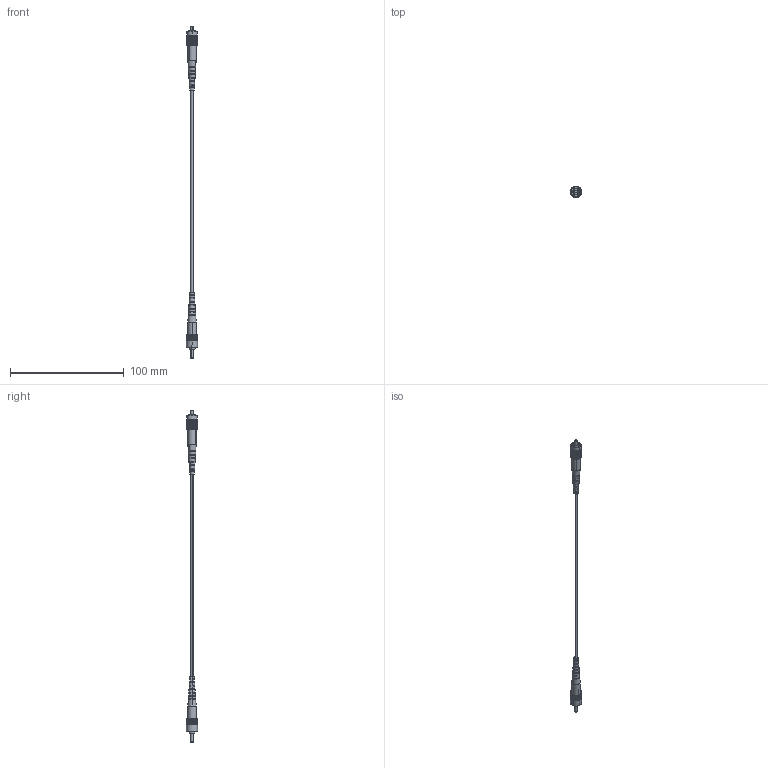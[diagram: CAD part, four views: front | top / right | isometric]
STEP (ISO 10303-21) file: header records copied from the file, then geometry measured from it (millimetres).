
FILE_DESCRIPTION (( 'STEP AP203' ), '1' );
FILE_NAME ('FCA-S2SR-FCASTU_3D.STEP', '2021-10-04T20:20:31', ( '' ), ( '' ), 'SwSTEP 2.0', 'SolidWorks 2021', '' );
FILE_SCHEMA (( 'CONFIG_CONTROL_DESIGN' ));
Length unit declared in the file: inch
Products named in the file (9): FCA-S2SR-FCASTU_3D; 1AF05-007-MA1^1AF05-007_FCA-S2SR-FCASTU; 1AF05-007^FCA-S2SR-FCASTU; 1AF05-007-MA3^1AF05-007_FCA-S2SR-FCASTU; 1AF01-002-MA2^1AF01-002_FCA-S2SR-FCASTU; 1AF01-002-MA1^1AF01-002_FCA-S2SR-FCASTU; Fiber Coax^FCA-S2SR-FCASTU; 1AF01-002^FCA-S2SR-FCASTU; 1AF05-007-MA2^1AF05-007_FCA-S2SR-FCASTU
Assembly tree (8 placements, depth 3):
  FCA-S2SR-FCASTU_3D
    Fiber Coax^FCA-S2SR-FCASTU
    1AF01-002^FCA-S2SR-FCASTU
      1AF01-002-MA1^1AF01-002_FCA-S2SR-FCASTU
      1AF01-002-MA2^1AF01-002_FCA-S2SR-FCASTU
    1AF05-007^FCA-S2SR-FCASTU
      1AF05-007-MA1^1AF05-007_FCA-S2SR-FCASTU
      1AF05-007-MA3^1AF05-007_FCA-S2SR-FCASTU
      1AF05-007-MA2^1AF05-007_FCA-S2SR-FCASTU
Bounding box: 10.3 x 10.3 x 291.77 mm (x, y, z)
Volume: 3237.9 mm3; surface area: 6561.4 mm2
Topology: 6 solids, 6 shells, 567 faces, 1687 edges, 1122 vertices
Faces by surface type: plane 438, cylinder 109, cone 18, torus 2
Entity records: 20580 total; most frequent: CARTESIAN_POINT 4073, ORIENTED_EDGE 3374, DIRECTION 3149, EDGE_CURVE 1687, LINE 1161, VECTOR 1161, VERTEX_POINT 1122, AXIS2_PLACEMENT_3D 994
